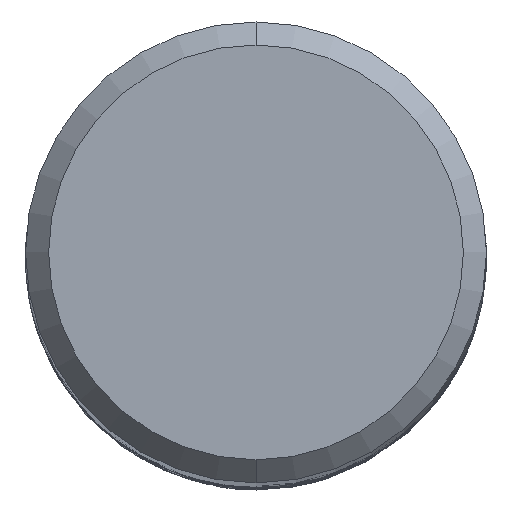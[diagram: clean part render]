
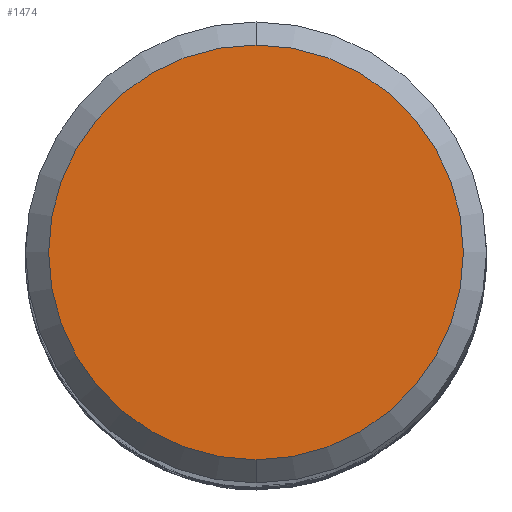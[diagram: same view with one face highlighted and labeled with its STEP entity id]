
A CAD part, top view. The second image highlights one B-rep face of the part: STEP entity #1474.
In plain terms, the highlighted planar face has unit normal (0, 0, 1).
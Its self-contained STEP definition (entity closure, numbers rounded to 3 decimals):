
#648=VERTEX_POINT('',#1757);
#894=VERTEX_POINT('',#2025);
#950=EDGE_CURVE('',#648,#894,#2084,.T.);
#1474=ADVANCED_FACE('',(#2654),#2655,.T.);
#1530=EDGE_CURVE('',#894,#648,#2715,.T.);
#1757=CARTESIAN_POINT('',(0.0,4.5,0.0));
#2025=CARTESIAN_POINT('',(0.,-4.5,0.0));
#2084=CIRCLE('',#7792,4.5);
#2654=FACE_OUTER_BOUND('',#14694,.T.);
#2655=PLANE('',#14695);
#2715=CIRCLE('',#15364,4.5);
#7792=AXIS2_PLACEMENT_3D('',#16751,#16752,#16753);
#14694=EDGE_LOOP('',(#17342,#17343));
#14695=AXIS2_PLACEMENT_3D('',#17344,#17345,#17346);
#15364=AXIS2_PLACEMENT_3D('',#17409,#17410,#17411);
#16751=CARTESIAN_POINT('',(0.0,0.0,0.0));
#16752=DIRECTION('',(0.0,0.0,-1.0));
#16753=DIRECTION('',(0.0,1.0,0.0));
#17342=ORIENTED_EDGE('',*,*,#950,.F.);
#17343=ORIENTED_EDGE('',*,*,#1530,.F.);
#17344=CARTESIAN_POINT('',(0.0,2.25,0.0));
#17345=DIRECTION('',(-0.0,0.0,1.0));
#17346=DIRECTION('',(0.0,-1.0,0.0));
#17409=CARTESIAN_POINT('',(0.0,0.0,0.0));
#17410=DIRECTION('',(0.0,0.0,-1.0));
#17411=DIRECTION('',(0.0,1.0,0.0));
